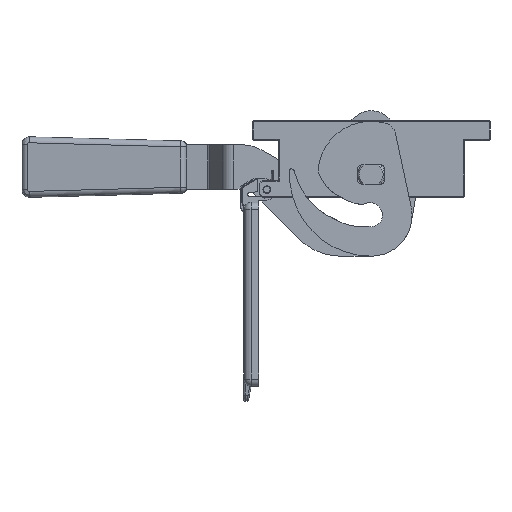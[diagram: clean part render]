
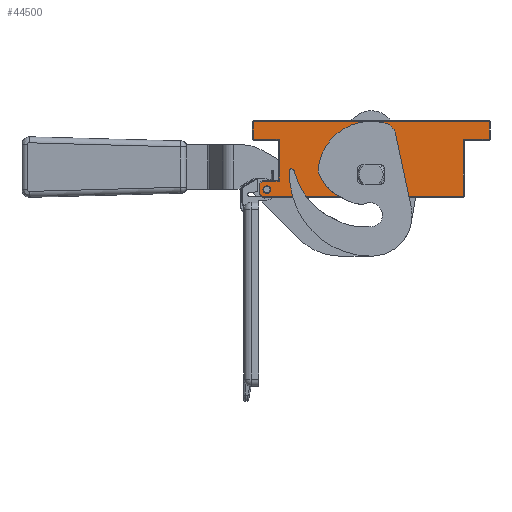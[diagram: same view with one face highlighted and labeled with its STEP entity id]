
A CAD part, front view. The second image highlights one B-rep face of the part: STEP entity #44500.
In plain terms, the highlighted planar face has unit normal (0, -1, 0).
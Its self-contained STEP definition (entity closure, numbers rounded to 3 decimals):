
#1314 = ORIENTED_EDGE ( 'NONE', *, *, #44062, .T. ) ;
#3225 = CARTESIAN_POINT ( 'NONE',  ( -75., 0., -42.207 ) ) ;
#3569 = VERTEX_POINT ( 'NONE', #74463 ) ;
#3815 = CARTESIAN_POINT ( 'NONE',  ( 79.5, 0., -0.5 ) ) ;
#4362 = VERTEX_POINT ( 'NONE', #19700 ) ;
#4365 = VERTEX_POINT ( 'NONE', #6973 ) ;
#5484 = VECTOR ( 'NONE', #26589, 1000. ) ;
#5752 = DIRECTION ( 'NONE',  ( 0.707, 0., 0.707 ) ) ;
#6382 = EDGE_CURVE ( 'NONE', #23156, #53845, #55848, .T. ) ;
#6469 = LINE ( 'NONE', #79982, #35581 ) ;
#6536 = VECTOR ( 'NONE', #28206, 1000. ) ;
#6973 = CARTESIAN_POINT ( 'NONE',  ( -67.75, 0., -46.3 ) ) ;
#7634 = CARTESIAN_POINT ( 'NONE',  ( 62., 0., -50.8 ) ) ;
#9151 = DIRECTION ( 'NONE',  ( -1., 0., 0. ) ) ;
#9649 = LINE ( 'NONE', #39663, #43525 ) ;
#9759 = VERTEX_POINT ( 'NONE', #18966 ) ;
#9878 = CIRCLE ( 'NONE', #55391, 2.55 ) ;
#10352 = DIRECTION ( 'NONE',  ( 0., 0., 1. ) ) ;
#11330 = CARTESIAN_POINT ( 'NONE',  ( -70.3, 0., -46.3 ) ) ;
#13564 = CARTESIAN_POINT ( 'NONE',  ( 0., 0., -36.1 ) ) ;
#14905 = EDGE_CURVE ( 'NONE', #3569, #50413, #9649, .T. ) ;
#15097 = DIRECTION ( 'NONE',  ( -1., 0., 0. ) ) ;
#16364 = CARTESIAN_POINT ( 'NONE',  ( -79.5, 0., -12.5 ) ) ;
#17108 = CARTESIAN_POINT ( 'NONE',  ( 79.5, 0., -12.5 ) ) ;
#17656 = VECTOR ( 'NONE', #43273, 1000. ) ;
#18966 = CARTESIAN_POINT ( 'NONE',  ( 0., 0., -24.8 ) ) ;
#19157 = VERTEX_POINT ( 'NONE', #50990 ) ;
#19700 = CARTESIAN_POINT ( 'NONE',  ( -62., 0., -40.5 ) ) ;
#19828 = CARTESIAN_POINT ( 'NONE',  ( 79.5, 0., -0.5 ) ) ;
#20330 = DIRECTION ( 'NONE',  ( 0., 0., -1. ) ) ;
#20588 = VERTEX_POINT ( 'NONE', #21177 ) ;
#21035 = LINE ( 'NONE', #46266, #51107 ) ;
#21177 = CARTESIAN_POINT ( 'NONE',  ( 62., 0., -12.5 ) ) ;
#21261 = ORIENTED_EDGE ( 'NONE', *, *, #77025, .T. ) ;
#21555 = LINE ( 'NONE', #31419, #17656 ) ;
#22261 = EDGE_CURVE ( 'NONE', #61623, #23619, #6469, .T. ) ;
#22576 = EDGE_CURVE ( 'NONE', #3569, #54195, #47128, .T. ) ;
#23156 = VERTEX_POINT ( 'NONE', #16364 ) ;
#23619 = VERTEX_POINT ( 'NONE', #33156 ) ;
#24691 = ORIENTED_EDGE ( 'NONE', *, *, #77089, .T. ) ;
#26321 = DIRECTION ( 'NONE',  ( 0., 0., -1. ) ) ;
#26589 = DIRECTION ( 'NONE',  ( -0.707, 0., 0.707 ) ) ;
#27549 = EDGE_CURVE ( 'NONE', #19157, #4365, #9878, .T. ) ;
#27873 = ORIENTED_EDGE ( 'NONE', *, *, #32792, .T. ) ;
#28145 = AXIS2_PLACEMENT_3D ( 'NONE', #41772, #60518, #66738 ) ;
#28206 = DIRECTION ( 'NONE',  ( 0., 0., -1. ) ) ;
#28546 = CARTESIAN_POINT ( 'NONE',  ( 62., 0., -50.8 ) ) ;
#29032 = EDGE_CURVE ( 'NONE', #4365, #19157, #52413, .T. ) ;
#29267 = ORIENTED_EDGE ( 'NONE', *, *, #27549, .F. ) ;
#29632 = LINE ( 'NONE', #65398, #32514 ) ;
#29825 = DIRECTION ( 'NONE',  ( 0., -1., 0. ) ) ;
#30276 = DIRECTION ( 'NONE',  ( 1., 0., 0. ) ) ;
#30787 = CARTESIAN_POINT ( 'NONE',  ( -79.5, 0., -12.5 ) ) ;
#31419 = CARTESIAN_POINT ( 'NONE',  ( -75., 0., -42.207 ) ) ;
#31522 = CIRCLE ( 'NONE', #35702, 11.3 ) ;
#32252 = EDGE_CURVE ( 'NONE', #53845, #4362, #47282, .T. ) ;
#32514 = VECTOR ( 'NONE', #53710, 1000. ) ;
#32792 = EDGE_CURVE ( 'NONE', #4362, #23619, #21035, .T. ) ;
#33073 = FACE_BOUND ( 'NONE', #71926, .T. ) ;
#33156 = CARTESIAN_POINT ( 'NONE',  ( -73.293, 0., -40.5 ) ) ;
#33828 = DIRECTION ( 'NONE',  ( 0., -1., 0. ) ) ;
#34621 = CARTESIAN_POINT ( 'NONE',  ( -62., 0., -12.5 ) ) ;
#34648 = ORIENTED_EDGE ( 'NONE', *, *, #6382, .T. ) ;
#35005 = FACE_OUTER_BOUND ( 'NONE', #36977, .T. ) ;
#35581 = VECTOR ( 'NONE', #5752, 1000. ) ;
#35702 = AXIS2_PLACEMENT_3D ( 'NONE', #13564, #39314, #26321 ) ;
#36704 = ORIENTED_EDGE ( 'NONE', *, *, #69779, .T. ) ;
#36977 = EDGE_LOOP ( 'NONE', ( #34648, #49915, #27873, #40179, #62376, #53104, #46226, #21261, #50358, #24691, #70632, #68112 ) ) ;
#36983 = CARTESIAN_POINT ( 'NONE',  ( -75., 0., -49.093 ) ) ;
#38225 = CARTESIAN_POINT ( 'NONE',  ( -79.5, 0., -0.5 ) ) ;
#38593 = DIRECTION ( 'NONE',  ( 0., 1., 0. ) ) ;
#38944 = CARTESIAN_POINT ( 'NONE',  ( -70.3, 0., -46.3 ) ) ;
#39314 = DIRECTION ( 'NONE',  ( 0., 1., 0. ) ) ;
#39663 = CARTESIAN_POINT ( 'NONE',  ( -73.293, 0., -50.8 ) ) ;
#40179 = ORIENTED_EDGE ( 'NONE', *, *, #22261, .F. ) ;
#40988 = VECTOR ( 'NONE', #46322, 1000. ) ;
#41442 = EDGE_CURVE ( 'NONE', #20588, #62127, #68116, .T. ) ;
#41772 = CARTESIAN_POINT ( 'NONE',  ( 0., 0., 0. ) ) ;
#42012 = EDGE_CURVE ( 'NONE', #61623, #54195, #21555, .T. ) ;
#43273 = DIRECTION ( 'NONE',  ( 0., 0., -1. ) ) ;
#43525 = VECTOR ( 'NONE', #63543, 1000. ) ;
#44009 = CARTESIAN_POINT ( 'NONE',  ( 0., 0., -47.4 ) ) ;
#44062 = EDGE_CURVE ( 'NONE', #9759, #74012, #77121, .T. ) ;
#44105 = LINE ( 'NONE', #28546, #68397 ) ;
#44500 = ADVANCED_FACE ( 'NONE', ( #35005, #33073, #50510 ), #72715, .F. ) ;
#46226 = ORIENTED_EDGE ( 'NONE', *, *, #14905, .T. ) ;
#46266 = CARTESIAN_POINT ( 'NONE',  ( -62., 0., -40.5 ) ) ;
#46322 = DIRECTION ( 'NONE',  ( -1., 0., 0. ) ) ;
#47128 = LINE ( 'NONE', #51796, #5484 ) ;
#47282 = LINE ( 'NONE', #64804, #6536 ) ;
#48094 = VECTOR ( 'NONE', #30276, 1000. ) ;
#49915 = ORIENTED_EDGE ( 'NONE', *, *, #32252, .T. ) ;
#50358 = ORIENTED_EDGE ( 'NONE', *, *, #41442, .T. ) ;
#50413 = VERTEX_POINT ( 'NONE', #7634 ) ;
#50510 = FACE_BOUND ( 'NONE', #63571, .T. ) ;
#50990 = CARTESIAN_POINT ( 'NONE',  ( -72.85, 0., -46.3 ) ) ;
#51107 = VECTOR ( 'NONE', #9151, 1000. ) ;
#51657 = VECTOR ( 'NONE', #61340, 1000. ) ;
#51796 = CARTESIAN_POINT ( 'NONE',  ( -73.293, 0., -50.8 ) ) ;
#52413 = CIRCLE ( 'NONE', #67405, 2.55 ) ;
#53104 = ORIENTED_EDGE ( 'NONE', *, *, #22576, .F. ) ;
#53710 = DIRECTION ( 'NONE',  ( 0., 0., 1. ) ) ;
#53845 = VERTEX_POINT ( 'NONE', #34621 ) ;
#54195 = VERTEX_POINT ( 'NONE', #36983 ) ;
#54704 = DIRECTION ( 'NONE',  ( 1., 0., 0. ) ) ;
#55391 = AXIS2_PLACEMENT_3D ( 'NONE', #38944, #33828, #15097 ) ;
#55688 = EDGE_CURVE ( 'NONE', #61907, #63904, #77850, .T. ) ;
#55848 = LINE ( 'NONE', #30787, #48094 ) ;
#60518 = DIRECTION ( 'NONE',  ( 0., 1., 0. ) ) ;
#60800 = CARTESIAN_POINT ( 'NONE',  ( 62., 0., -12.5 ) ) ;
#61340 = DIRECTION ( 'NONE',  ( 1., 0., 0. ) ) ;
#61623 = VERTEX_POINT ( 'NONE', #3225 ) ;
#61907 = VERTEX_POINT ( 'NONE', #19828 ) ;
#62127 = VERTEX_POINT ( 'NONE', #17108 ) ;
#62189 = DIRECTION ( 'NONE',  ( 0., 0., 1. ) ) ;
#62376 = ORIENTED_EDGE ( 'NONE', *, *, #42012, .T. ) ;
#62448 = CARTESIAN_POINT ( 'NONE',  ( -79.5, 0., -0.5 ) ) ;
#63543 = DIRECTION ( 'NONE',  ( 1., 0., 0. ) ) ;
#63571 = EDGE_LOOP ( 'NONE', ( #29267, #76679 ) ) ;
#63675 = LINE ( 'NONE', #38225, #69507 ) ;
#63904 = VERTEX_POINT ( 'NONE', #62448 ) ;
#64804 = CARTESIAN_POINT ( 'NONE',  ( -62., 0., -12.5 ) ) ;
#65398 = CARTESIAN_POINT ( 'NONE',  ( 79.5, 0., -12.5 ) ) ;
#66738 = DIRECTION ( 'NONE',  ( 1., 0., 0. ) ) ;
#67405 = AXIS2_PLACEMENT_3D ( 'NONE', #11330, #29825, #54704 ) ;
#68112 = ORIENTED_EDGE ( 'NONE', *, *, #75783, .T. ) ;
#68116 = LINE ( 'NONE', #60800, #51657 ) ;
#68397 = VECTOR ( 'NONE', #10352, 1000. ) ;
#69507 = VECTOR ( 'NONE', #20330, 1000. ) ;
#69779 = EDGE_CURVE ( 'NONE', #74012, #9759, #31522, .T. ) ;
#70632 = ORIENTED_EDGE ( 'NONE', *, *, #55688, .T. ) ;
#71926 = EDGE_LOOP ( 'NONE', ( #1314, #36704 ) ) ;
#72715 = PLANE ( 'NONE',  #28145 ) ;
#72792 = AXIS2_PLACEMENT_3D ( 'NONE', #75714, #38593, #62189 ) ;
#74012 = VERTEX_POINT ( 'NONE', #44009 ) ;
#74463 = CARTESIAN_POINT ( 'NONE',  ( -73.293, 0., -50.8 ) ) ;
#75714 = CARTESIAN_POINT ( 'NONE',  ( 0., 0., -36.1 ) ) ;
#75783 = EDGE_CURVE ( 'NONE', #63904, #23156, #63675, .T. ) ;
#76679 = ORIENTED_EDGE ( 'NONE', *, *, #29032, .F. ) ;
#77025 = EDGE_CURVE ( 'NONE', #50413, #20588, #44105, .T. ) ;
#77089 = EDGE_CURVE ( 'NONE', #62127, #61907, #29632, .T. ) ;
#77121 = CIRCLE ( 'NONE', #72792, 11.3 ) ;
#77850 = LINE ( 'NONE', #3815, #40988 ) ;
#79982 = CARTESIAN_POINT ( 'NONE',  ( -75., 0., -42.207 ) ) ;
